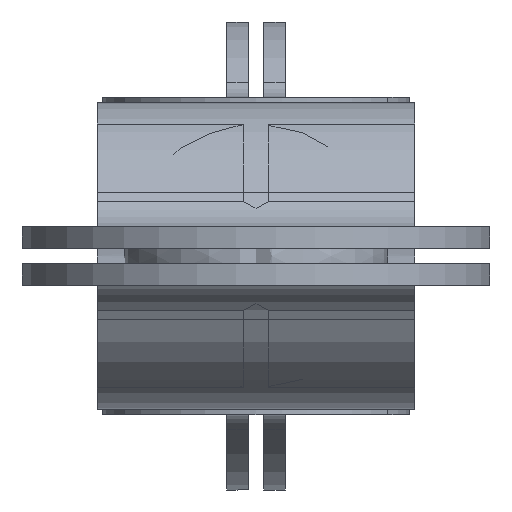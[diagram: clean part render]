
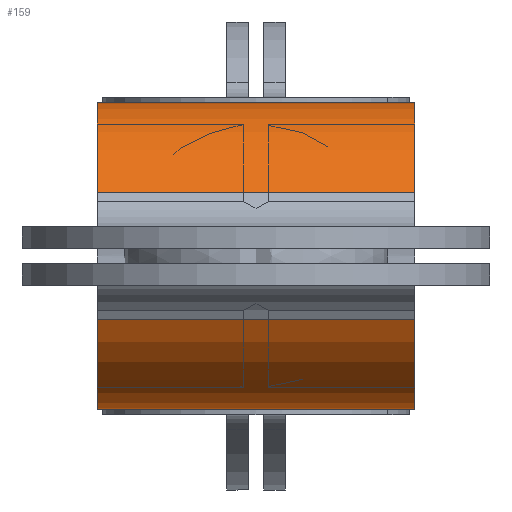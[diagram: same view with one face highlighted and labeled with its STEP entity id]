
A CAD part, left-side view. The second image highlights one B-rep face of the part: STEP entity #159.
In plain terms, the highlighted cylindrical face has radius 2.62 mm (diameter 5.24 mm), a partial arc.
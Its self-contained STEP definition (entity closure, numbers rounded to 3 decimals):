
#159 = ADVANCED_FACE( '', ( #344, #345 ), #346, .T. );
#344 = FACE_OUTER_BOUND( '', #535, .T. );
#345 = FACE_BOUND( '', #536, .T. );
#346 = CYLINDRICAL_SURFACE( '', #537, 2.62 );
#535 = EDGE_LOOP( '', ( #952, #953, #954, #955 ) );
#536 = EDGE_LOOP( '', ( #956 ) );
#537 = AXIS2_PLACEMENT_3D( '', #957, #958, #959 );
#952 = ORIENTED_EDGE( '', *, *, #1129, .F. );
#953 = ORIENTED_EDGE( '', *, *, #1235, .F. );
#954 = ORIENTED_EDGE( '', *, *, #1236, .F. );
#955 = ORIENTED_EDGE( '', *, *, #1237, .T. );
#956 = ORIENTED_EDGE( '', *, *, #1144, .F. );
#957 = CARTESIAN_POINT( '', ( 7.38, 5., 0. ) );
#958 = DIRECTION( '', ( 0., 1., 0. ) );
#959 = DIRECTION( '', ( 0., 0., -1. ) );
#1129 = EDGE_CURVE( '', #1366, #1368, #1369, .F. );
#1144 = EDGE_CURVE( '', #1394, #1394, #1395, .T. );
#1235 = EDGE_CURVE( '', #1513, #1366, #1514, .T. );
#1236 = EDGE_CURVE( '', #1515, #1513, #1516, .F. );
#1237 = EDGE_CURVE( '', #1515, #1368, #1517, .T. );
#1366 = VERTEX_POINT( '', #1726 );
#1368 = VERTEX_POINT( '', #1728 );
#1369 = CIRCLE( '', #1729, 2.62 );
#1394 = VERTEX_POINT( '', #1775 );
#1395 = B_SPLINE_CURVE_WITH_KNOTS( '', 3, ( #1776, #1777, #1778, #1779, #1780, #1781, #1782, #1783, #1784, #1785, #1786, #1787, #1788, #1789, #1790, #1791, #1792, #1793 ), .UNSPECIFIED., .T., .F., ( 2, 2, 2, 2, 2, 2, 2, 2, 2, 2, 2 ), ( 0., 0., 0., 0.001, 0.001, 0.001, 0.002, 0.002, 0.002, 0.003, 0.003 ), .UNSPECIFIED. );
#1513 = VERTEX_POINT( '', #1964 );
#1514 = LINE( '', #1965, #1966 );
#1515 = VERTEX_POINT( '', #1967 );
#1516 = CIRCLE( '', #1968, 2.62 );
#1517 = LINE( '', #1969, #1970 );
#1726 = CARTESIAN_POINT( '', ( 4.996, -2.71, -1.086 ) );
#1728 = CARTESIAN_POINT( '', ( 4.996, -2.71, 1.086 ) );
#1729 = AXIS2_PLACEMENT_3D( '', #2101, #2102, #2103 );
#1775 = CARTESIAN_POINT( '', ( 9.96, 0., -0.455 ) );
#1776 = CARTESIAN_POINT( '', ( 9.96, -0.12, -0.455 ) );
#1777 = CARTESIAN_POINT( '', ( 9.96, 0.12, -0.455 ) );
#1778 = CARTESIAN_POINT( '', ( 9.97, 0.238, -0.405 ) );
#1779 = CARTESIAN_POINT( '', ( 9.991, 0.406, -0.238 ) );
#1780 = CARTESIAN_POINT( '', ( 10., 0.455, -0.119 ) );
#1781 = CARTESIAN_POINT( '', ( 10., 0.455, 0.119 ) );
#1782 = CARTESIAN_POINT( '', ( 9.991, 0.407, 0.237 ) );
#1783 = CARTESIAN_POINT( '', ( 9.97, 0.237, 0.406 ) );
#1784 = CARTESIAN_POINT( '', ( 9.96, 0.119, 0.455 ) );
#1785 = CARTESIAN_POINT( '', ( 9.96, -0.119, 0.455 ) );
#1786 = CARTESIAN_POINT( '', ( 9.97, -0.237, 0.406 ) );
#1787 = CARTESIAN_POINT( '', ( 9.991, -0.405, 0.238 ) );
#1788 = CARTESIAN_POINT( '', ( 10., -0.455, 0.121 ) );
#1789 = CARTESIAN_POINT( '', ( 10., -0.455, -0.12 ) );
#1790 = CARTESIAN_POINT( '', ( 9.991, -0.406, -0.238 ) );
#1791 = CARTESIAN_POINT( '', ( 9.97, -0.238, -0.405 ) );
#1792 = CARTESIAN_POINT( '', ( 9.96, -0.12, -0.455 ) );
#1793 = CARTESIAN_POINT( '', ( 9.96, 0.12, -0.455 ) );
#1964 = CARTESIAN_POINT( '', ( 4.996, 2.71, -1.086 ) );
#1965 = CARTESIAN_POINT( '', ( 4.996, 5., -1.086 ) );
#1966 = VECTOR( '', #2242, 1000. );
#1967 = CARTESIAN_POINT( '', ( 4.996, 2.71, 1.086 ) );
#1968 = AXIS2_PLACEMENT_3D( '', #2243, #2244, #2245 );
#1969 = CARTESIAN_POINT( '', ( 4.996, 5., 1.086 ) );
#1970 = VECTOR( '', #2246, 1000. );
#2101 = CARTESIAN_POINT( '', ( 7.38, -2.71, 0. ) );
#2102 = DIRECTION( '', ( 0., 1., 0. ) );
#2103 = DIRECTION( '', ( -1., 0., 0. ) );
#2242 = DIRECTION( '', ( 0., -1., 0. ) );
#2243 = CARTESIAN_POINT( '', ( 7.38, 2.71, 0. ) );
#2244 = DIRECTION( '', ( 0., -1., 0. ) );
#2245 = DIRECTION( '', ( 0., 0., -1. ) );
#2246 = DIRECTION( '', ( 0., -1., 0. ) );
